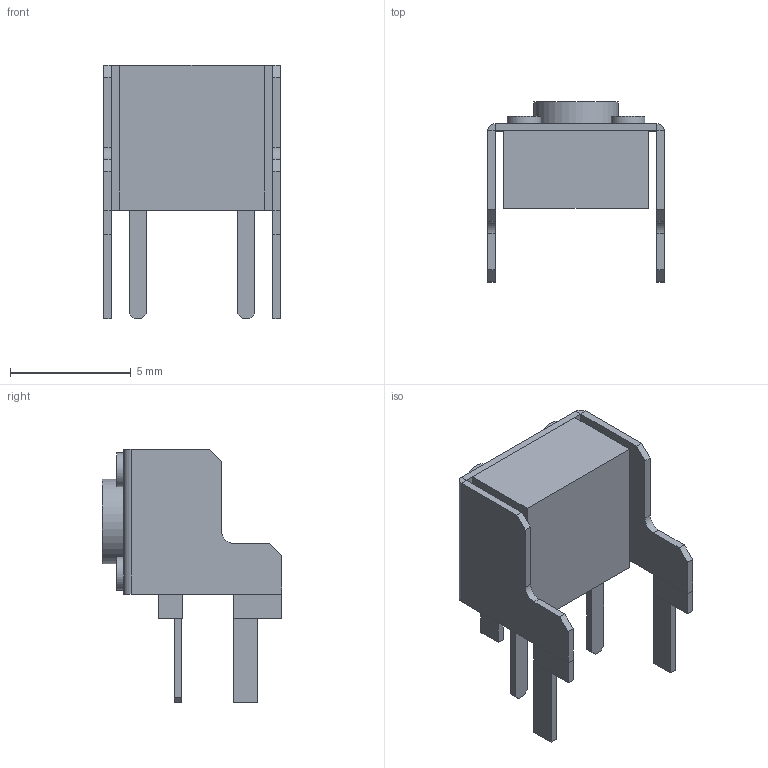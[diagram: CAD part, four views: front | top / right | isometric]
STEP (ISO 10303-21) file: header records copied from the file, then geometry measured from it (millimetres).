
FILE_DESCRIPTION(('FreeCAD Model'),'2;1');
FILE_NAME('B3F-3100.step' ,'2020-09-09T00:52:42',('Author'),(''), 'Open CASCADE STEP processor 7.3','FreeCAD','Unknown');
FILE_SCHEMA(('AUTOMOTIVE_DESIGN { 1 0 10303 214 1 1 1 1 }'));
Length unit declared in the file: millimetre
Products named in the file (2): Shell; Switch_Body
Bounding box: 7.3 x 7.45 x 10.5 mm (x, y, z)
Volume: 165.6 mm3; surface area: 434 mm2
Topology: 2 solids, 2 shells, 92 faces, 203 edges, 122 vertices
Faces by surface type: plane 83, cylinder 9
Full cylindrical faces by diameter (mm): 1.4 x4, 3.5 x1
Entity records: 5100 total; most frequent: CARTESIAN_POINT 884, DIRECTION 773, LINE 537, VECTOR 537, ORIENTED_EDGE 406, PCURVE 406, DEFINITIONAL_REPRESENTATION 406, EDGE_CURVE 203
